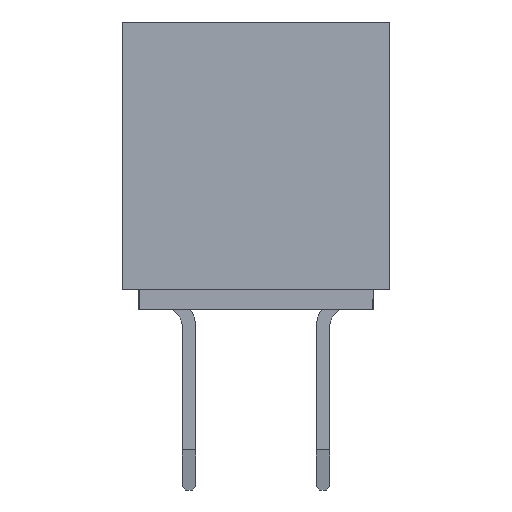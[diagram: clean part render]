
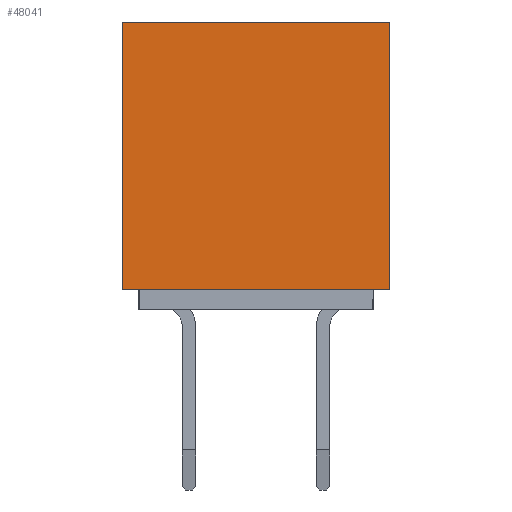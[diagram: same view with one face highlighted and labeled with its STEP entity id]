
A CAD part, left-side view. The second image highlights one B-rep face of the part: STEP entity #48041.
In plain terms, the highlighted face is planar.
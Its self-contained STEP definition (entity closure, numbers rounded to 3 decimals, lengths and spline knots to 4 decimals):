
#2718=LINE('',#66609,#6822);
#2730=LINE('',#66633,#6834);
#2732=LINE('',#66637,#6836);
#2734=LINE('',#66641,#6838);
#6822=VECTOR('',#55402,1000.);
#6834=VECTOR('',#55424,1000.);
#6836=VECTOR('',#55428,1000.);
#6838=VECTOR('',#55432,1000.);
#11882=ORIENTED_EDGE('',*,*,#22078,.T.);
#11883=ORIENTED_EDGE('',*,*,#22090,.F.);
#11884=ORIENTED_EDGE('',*,*,#22094,.F.);
#11885=ORIENTED_EDGE('',*,*,#22092,.T.);
#22078=EDGE_CURVE('',#27143,#27142,#2718,.T.);
#22090=EDGE_CURVE('',#27149,#27142,#2730,.T.);
#22092=EDGE_CURVE('',#27151,#27143,#2732,.T.);
#22094=EDGE_CURVE('',#27151,#27149,#2734,.T.);
#27142=VERTEX_POINT('',#66608);
#27143=VERTEX_POINT('',#66610);
#27149=VERTEX_POINT('',#66632);
#27151=VERTEX_POINT('',#66638);
#30264=EDGE_LOOP('',(#11882,#11883,#11884,#11885));
#32180=FACE_BOUND('',#30264,.T.);
#34031=PLANE('',#50171);
#48041=ADVANCED_FACE('',(#32180),#34031,.T.);
#50171=AXIS2_PLACEMENT_3D('',#66640,#55430,#55431);
#55402=DIRECTION('',(0.,1.,0.));
#55424=DIRECTION('',(0.,0.,-1.));
#55428=DIRECTION('',(0.,0.,-1.));
#55430=DIRECTION('',(1.,0.,0.));
#55431=DIRECTION('',(0.,0.,-1.));
#55432=DIRECTION('',(0.,1.,0.));
#66608=CARTESIAN_POINT('',(8.3,2.,-1.85));
#66609=CARTESIAN_POINT('',(8.3,-2.,-1.85));
#66610=CARTESIAN_POINT('',(8.3,-2.,-1.85));
#66632=CARTESIAN_POINT('',(8.3,2.,2.15));
#66633=CARTESIAN_POINT('',(8.3,2.,2.15));
#66637=CARTESIAN_POINT('',(8.3,-2.,2.15));
#66638=CARTESIAN_POINT('',(8.3,-2.,2.15));
#66640=CARTESIAN_POINT('',(8.3,-2.,2.15));
#66641=CARTESIAN_POINT('',(8.3,-2.,2.15));
